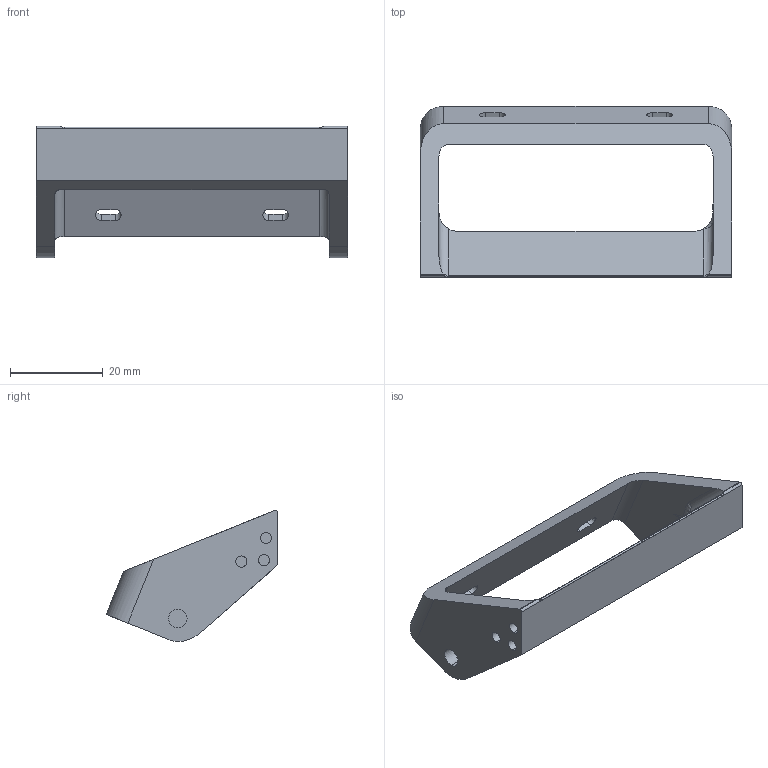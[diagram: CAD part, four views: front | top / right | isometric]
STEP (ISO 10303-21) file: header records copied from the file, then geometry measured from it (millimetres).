
FILE_DESCRIPTION (( 'STEP AP203' ), '1' );
FILE_NAME ('Chip kicker.STEP', '2018-06-11T03:00:43', ( '' ), ( '' ), 'SwSTEP 2.0', 'SolidWorks 2016', '' );
FILE_SCHEMA (( 'CONFIG_CONTROL_DESIGN' ));
Length unit declared in the file: millimetre
Products named in the file (1): Chip kicker
Bounding box: 67 x 36.89 x 28.26 mm (x, y, z)
Volume: 10911.5 mm3; surface area: 8543.1 mm2
Topology: 1 solids, 1 shells, 63 faces, 170 edges, 110 vertices
Faces by surface type: cylinder 34, plane 24, torus 3, bspline 2
Entity records: 2240 total; most frequent: CARTESIAN_POINT 597, ORIENTED_EDGE 336, DIRECTION 320, EDGE_CURVE 168, AXIS2_PLACEMENT_3D 116, VERTEX_POINT 110, VECTOR 88, LINE 88
